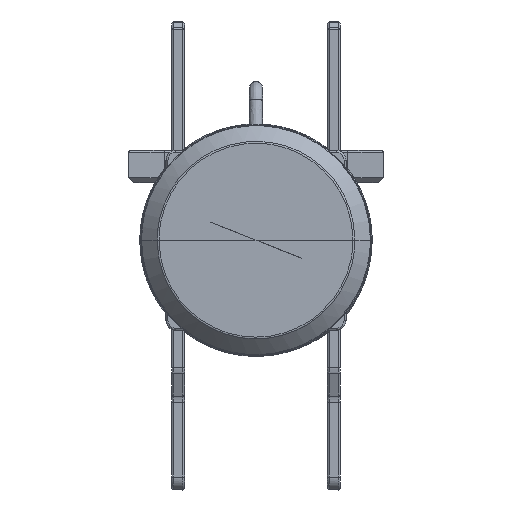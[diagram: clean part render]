
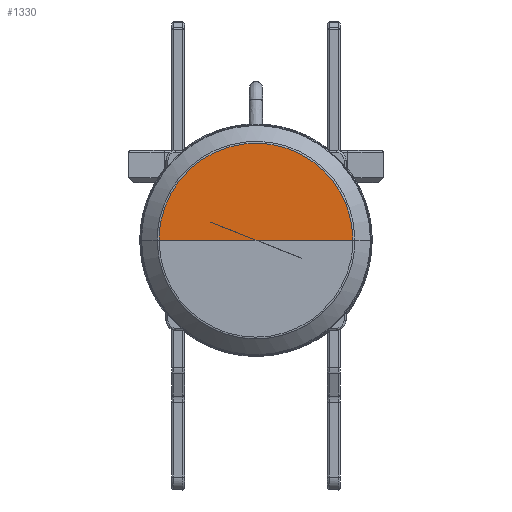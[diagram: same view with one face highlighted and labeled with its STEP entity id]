
A CAD part, front view. The second image highlights one B-rep face of the part: STEP entity #1330.
In plain terms, the highlighted free-form (B-spline) face has degree [1, 2] with [2, 5] control points.
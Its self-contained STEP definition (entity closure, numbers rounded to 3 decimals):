
#427 = EDGE_CURVE('',#428,#430,#432,.T.);
#428 = VERTEX_POINT('',#429);
#429 = CARTESIAN_POINT('',(0.,-21.554,0.));
#430 = VERTEX_POINT('',#431);
#431 = CARTESIAN_POINT('',(-3.729,-21.554,0.));
#432 = B_SPLINE_CURVE_WITH_KNOTS('',1,(#433,#434),.UNSPECIFIED.,.F.,.F.,
  (2,2),(0.175,0.321),.PIECEWISE_BEZIER_KNOTS.);
#433 = CARTESIAN_POINT('',(0.,-21.554,0.));
#434 = CARTESIAN_POINT('',(-3.729,-21.554,0.));
#437 = VERTEX_POINT('',#438);
#438 = CARTESIAN_POINT('',(3.729,-21.554,0.));
#446 = EDGE_CURVE('',#428,#437,#447,.T.);
#447 = B_SPLINE_CURVE_WITH_KNOTS('',1,(#448,#449),.UNSPECIFIED.,.F.,.F.,
  (2,2),(0.175,0.321),.PIECEWISE_BEZIER_KNOTS.);
#448 = CARTESIAN_POINT('',(0.,-21.554,0.));
#449 = CARTESIAN_POINT('',(3.729,-21.554,0.));
#1330 = ADVANCED_FACE('',(#1331),#1343,.T.);
#1331 = FACE_BOUND('',#1332,.T.);
#1332 = EDGE_LOOP('',(#1333,#1334,#1342));
#1333 = ORIENTED_EDGE('',*,*,#446,.T.);
#1334 = ORIENTED_EDGE('',*,*,#1335,.T.);
#1335 = EDGE_CURVE('',#437,#430,#1336,.T.);
#1336 = ( BOUNDED_CURVE() B_SPLINE_CURVE(2,(#1337,#1338,#1339,#1340,
#1341),.UNSPECIFIED.,.F.,.F.) B_SPLINE_CURVE_WITH_KNOTS((3,2,3),(
    0.461,0.692,0.922),
.PIECEWISE_BEZIER_KNOTS.) CURVE() GEOMETRIC_REPRESENTATION_ITEM() 
RATIONAL_B_SPLINE_CURVE((1.,0.707,1.,0.707,1.)) 
REPRESENTATION_ITEM('') );
#1337 = CARTESIAN_POINT('',(3.729,-21.554,0.));
#1338 = CARTESIAN_POINT('',(3.729,-21.554,
    3.729));
#1339 = CARTESIAN_POINT('',(0.,-21.554,
    3.729));
#1340 = CARTESIAN_POINT('',(-3.729,-21.554,
    3.729));
#1341 = CARTESIAN_POINT('',(-3.729,-21.554,0.));
#1342 = ORIENTED_EDGE('',*,*,#427,.F.);
#1343 = ( BOUNDED_SURFACE() B_SPLINE_SURFACE(1,2,(
    (#1344,#1345,#1346,#1347,#1348)
    ,(#1349,#1350,#1351,#1352,#1353
)),.UNSPECIFIED.,.F.,.F.,.F.) B_SPLINE_SURFACE_WITH_KNOTS((2,2),(3,2,3),
  (0.175,0.323),(0.548,0.822,1.096)
,.UNSPECIFIED.) GEOMETRIC_REPRESENTATION_ITEM() 
RATIONAL_B_SPLINE_SURFACE((
    (1.,0.707,1.,0.707,1.)
,(1.,0.707,1.,0.707,1.
))) REPRESENTATION_ITEM('') SURFACE() );
#1344 = CARTESIAN_POINT('',(0.,-21.554,0.));
#1345 = CARTESIAN_POINT('',(0.,-21.554,0.));
#1346 = CARTESIAN_POINT('',(0.,-21.554,0.));
#1347 = CARTESIAN_POINT('',(0.,-21.554,0.));
#1348 = CARTESIAN_POINT('',(0.,-21.554,0.));
#1349 = CARTESIAN_POINT('',(3.771,-21.554,0.));
#1350 = CARTESIAN_POINT('',(3.771,-21.554,
    3.771));
#1351 = CARTESIAN_POINT('',(0.,-21.554,
    3.771));
#1352 = CARTESIAN_POINT('',(-3.771,-21.554,
    3.771));
#1353 = CARTESIAN_POINT('',(-3.771,-21.554,
    0.));
